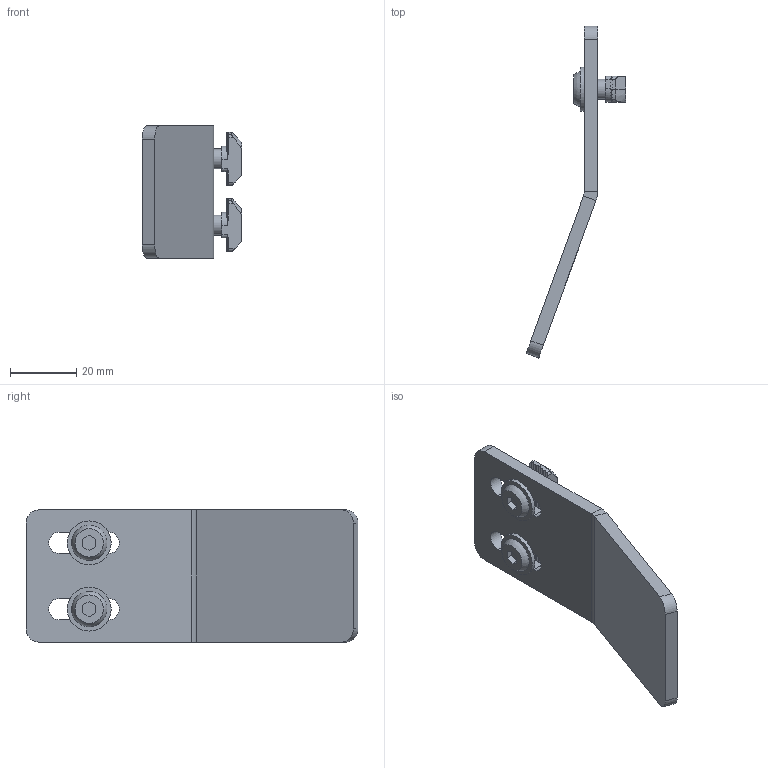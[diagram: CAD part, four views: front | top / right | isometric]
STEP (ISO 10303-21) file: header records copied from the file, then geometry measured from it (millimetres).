
FILE_DESCRIPTION(/* description */ ('KriTec Zentrierhilfe 8 Raster 30, VA'),/* implementation_level */ '2;1');
FILE_NAME(/* name */ '91010_KriTec_Zentrierhilfe_8_Raster_30_VA.stp',/* time_stamp */ '2020-02-21T13:50:16+01:00',/* author */ ('Nell'),/* organization */ (''),/* preprocessor_version */ 'ST-DEVELOPER v17',/* originating_system */ 'Autodesk Inventor 2018',/* authorisation */ '');
FILE_SCHEMA (('AUTOMOTIVE_DESIGN { 1 0 10303 214 3 1 1 }'));
Length unit declared in the file: millimetre
Products named in the file (4): 91010; 32150; 11741; 91462
Assembly tree (5 placements, depth 2):
  91010
    32150
    11741  x2
    91462  x2
Bounding box: 30.04 x 100.27 x 40 mm (x, y, z)
Volume: 17444.6 mm3; surface area: 11430 mm2
Topology: 5 solids, 5 shells, 204 faces, 568 edges, 380 vertices
Faces by surface type: plane 122, cylinder 72, cone 6, sphere 2, torus 2
Full cylindrical faces by diameter (mm): 4.917 x2, 6 x2, 13.27 x2
Entity records: 4391 total; most frequent: CARTESIAN_POINT 1240, DIRECTION 642, ORIENTED_EDGE 632, EDGE_CURVE 316, AXIS2_PLACEMENT_3D 234, VERTEX_POINT 210, LINE 174, VECTOR 174
